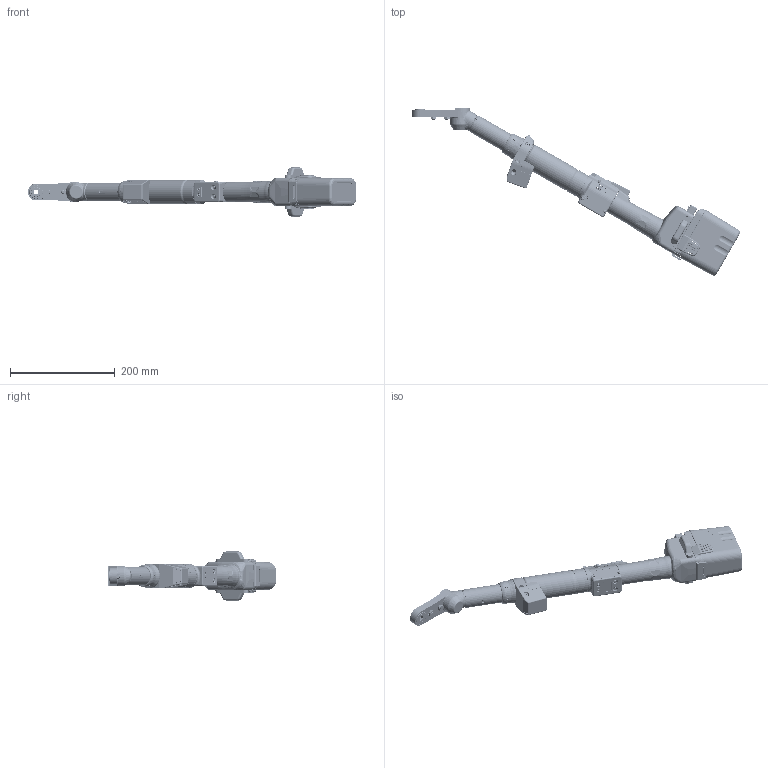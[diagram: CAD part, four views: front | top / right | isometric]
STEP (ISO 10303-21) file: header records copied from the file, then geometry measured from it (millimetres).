
FILE_DESCRIPTION((''),'2;1');
FILE_NAME('47BCYSB30C3','2014-09-10T',('k62ak'),(''),'PRO/ENGINEER BY PARAMETRIC TECHNOLOGY CORPORATION, 2010140','PRO/ENGINEER BY PARAMETRIC TECHNOLOGY CORPORATION, 2010140','');
FILE_SCHEMA(('CONFIG_CONTROL_DESIGN'));
Products named in the file (1): 47BCYSB30C3
Bounding box: 625.9 x 319.68 x 93.5 mm (x, y, z)
Volume: 567423 mm3; surface area: 379002.1 mm2
Topology: 7 solids, 7 shells, 12916 faces, 36067 edges, 23560 vertices
Faces by surface type: plane 9892, cylinder 1892, bspline 379, cone 288, torus 285, sphere 126, extrusion 54
Entity records: 462144 total; most frequent: CARTESIAN_POINT 133056, ORIENTED_EDGE 72090, DIRECTION 62725, EDGE_CURVE 36045, VECTOR 28953, LINE 28899, VERTEX_POINT 23560, AXIS2_PLACEMENT_3D 16886
